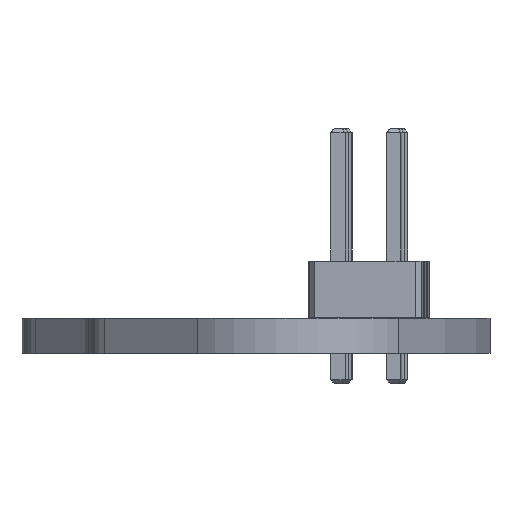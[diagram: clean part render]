
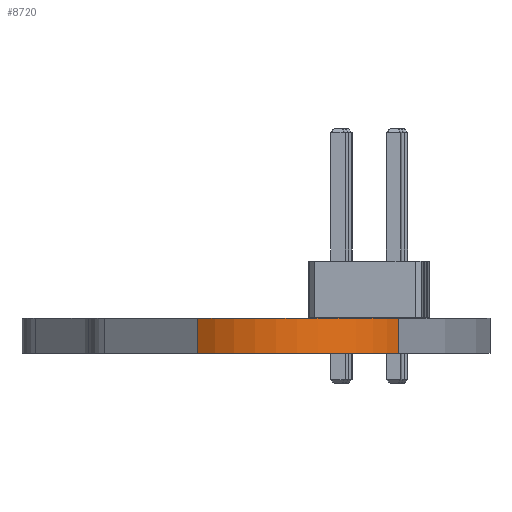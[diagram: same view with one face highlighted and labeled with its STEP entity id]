
A CAD part, front view. The second image highlights one B-rep face of the part: STEP entity #8720.
In plain terms, the highlighted cylindrical face has radius 6 mm (diameter 12 mm), a partial arc.
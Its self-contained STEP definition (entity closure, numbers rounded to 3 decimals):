
#7272 = PLANE('',#7273);
#7273 = AXIS2_PLACEMENT_3D('',#7274,#7275,#7276);
#7274 = CARTESIAN_POINT('',(0.368,0.081,1.6));
#7275 = DIRECTION('',(0.,0.,1.));
#7276 = DIRECTION('',(1.,0.,-0.));
#7326 = PLANE('',#7327);
#7327 = AXIS2_PLACEMENT_3D('',#7328,#7329,#7330);
#7328 = CARTESIAN_POINT('',(0.368,0.081,0.));
#7329 = DIRECTION('',(0.,0.,1.));
#7330 = DIRECTION('',(1.,0.,-0.));
#7359 = CYLINDRICAL_SURFACE('',#7360,36.);
#7360 = AXIS2_PLACEMENT_3D('',#7361,#7362,#7363);
#7361 = CARTESIAN_POINT('',(-25.369,-2.425,0.));
#7362 = DIRECTION('',(-0.,-0.,-1.));
#7363 = DIRECTION('',(1.,0.,-0.));
#7553 = VERTEX_POINT('',#7554);
#7554 = CARTESIAN_POINT('',(-2.668,-21.098,0.));
#7568 = PLANE('',#7569);
#7569 = AXIS2_PLACEMENT_3D('',#7570,#7571,#7572);
#7570 = CARTESIAN_POINT('',(-6.899,-17.618,0.));
#7571 = DIRECTION('',(0.635,0.772,-0.));
#7572 = DIRECTION('',(0.772,-0.635,0.));
#7580 = EDGE_CURVE('',#7553,#7581,#7583,.T.);
#7581 = VERTEX_POINT('',#7582);
#7582 = CARTESIAN_POINT('',(6.446,-19.272,0.));
#7583 = SURFACE_CURVE('',#7584,(#7589,#7596),.PCURVE_S1.);
#7584 = CIRCLE('',#7585,6.);
#7585 = AXIS2_PLACEMENT_3D('',#7586,#7587,#7588);
#7586 = CARTESIAN_POINT('',(1.143,-16.464,0.));
#7587 = DIRECTION('',(0.,0.,1.));
#7588 = DIRECTION('',(1.,0.,-0.));
#7589 = PCURVE('',#7326,#7590);
#7590 = DEFINITIONAL_REPRESENTATION('',(#7591),#7595);
#7591 = CIRCLE('',#7592,6.);
#7592 = AXIS2_PLACEMENT_2D('',#7593,#7594);
#7593 = CARTESIAN_POINT('',(0.776,-16.545));
#7594 = DIRECTION('',(1.,0.));
#7595 = ( GEOMETRIC_REPRESENTATION_CONTEXT(2) 
PARAMETRIC_REPRESENTATION_CONTEXT() REPRESENTATION_CONTEXT('2D SPACE',''
  ) );
#7596 = PCURVE('',#7597,#7602);
#7597 = CYLINDRICAL_SURFACE('',#7598,6.);
#7598 = AXIS2_PLACEMENT_3D('',#7599,#7600,#7601);
#7599 = CARTESIAN_POINT('',(1.143,-16.464,0.));
#7600 = DIRECTION('',(-0.,-0.,-1.));
#7601 = DIRECTION('',(1.,0.,-0.));
#7602 = DEFINITIONAL_REPRESENTATION('',(#7603),#7607);
#7603 = LINE('',#7604,#7605);
#7604 = CARTESIAN_POINT('',(-0.,0.));
#7605 = VECTOR('',#7606,1.);
#7606 = DIRECTION('',(-1.,0.));
#7607 = ( GEOMETRIC_REPRESENTATION_CONTEXT(2) 
PARAMETRIC_REPRESENTATION_CONTEXT() REPRESENTATION_CONTEXT('2D SPACE',''
  ) );
#8182 = VERTEX_POINT('',#8183);
#8183 = CARTESIAN_POINT('',(-2.668,-21.098,1.6));
#8204 = EDGE_CURVE('',#8182,#8205,#8207,.T.);
#8205 = VERTEX_POINT('',#8206);
#8206 = CARTESIAN_POINT('',(6.446,-19.272,1.6));
#8207 = SURFACE_CURVE('',#8208,(#8213,#8220),.PCURVE_S1.);
#8208 = CIRCLE('',#8209,6.);
#8209 = AXIS2_PLACEMENT_3D('',#8210,#8211,#8212);
#8210 = CARTESIAN_POINT('',(1.143,-16.464,1.6));
#8211 = DIRECTION('',(0.,0.,1.));
#8212 = DIRECTION('',(1.,0.,-0.));
#8213 = PCURVE('',#7272,#8214);
#8214 = DEFINITIONAL_REPRESENTATION('',(#8215),#8219);
#8215 = CIRCLE('',#8216,6.);
#8216 = AXIS2_PLACEMENT_2D('',#8217,#8218);
#8217 = CARTESIAN_POINT('',(0.776,-16.545));
#8218 = DIRECTION('',(1.,0.));
#8219 = ( GEOMETRIC_REPRESENTATION_CONTEXT(2) 
PARAMETRIC_REPRESENTATION_CONTEXT() REPRESENTATION_CONTEXT('2D SPACE',''
  ) );
#8220 = PCURVE('',#7597,#8221);
#8221 = DEFINITIONAL_REPRESENTATION('',(#8222),#8226);
#8222 = LINE('',#8223,#8224);
#8223 = CARTESIAN_POINT('',(-0.,-1.6));
#8224 = VECTOR('',#8225,1.);
#8225 = DIRECTION('',(-1.,0.));
#8226 = ( GEOMETRIC_REPRESENTATION_CONTEXT(2) 
PARAMETRIC_REPRESENTATION_CONTEXT() REPRESENTATION_CONTEXT('2D SPACE',''
  ) );
#8670 = EDGE_CURVE('',#7581,#8205,#8671,.T.);
#8671 = SURFACE_CURVE('',#8672,(#8676,#8683),.PCURVE_S1.);
#8672 = LINE('',#8673,#8674);
#8673 = CARTESIAN_POINT('',(6.446,-19.272,0.));
#8674 = VECTOR('',#8675,1.);
#8675 = DIRECTION('',(0.,0.,1.));
#8676 = PCURVE('',#7359,#8677);
#8677 = DEFINITIONAL_REPRESENTATION('',(#8678),#8682);
#8678 = LINE('',#8679,#8680);
#8679 = CARTESIAN_POINT('',(-5.796,0.));
#8680 = VECTOR('',#8681,1.);
#8681 = DIRECTION('',(-0.,-1.));
#8682 = ( GEOMETRIC_REPRESENTATION_CONTEXT(2) 
PARAMETRIC_REPRESENTATION_CONTEXT() REPRESENTATION_CONTEXT('2D SPACE',''
  ) );
#8683 = PCURVE('',#7597,#8684);
#8684 = DEFINITIONAL_REPRESENTATION('',(#8685),#8689);
#8685 = LINE('',#8686,#8687);
#8686 = CARTESIAN_POINT('',(-5.796,0.));
#8687 = VECTOR('',#8688,1.);
#8688 = DIRECTION('',(-0.,-1.));
#8689 = ( GEOMETRIC_REPRESENTATION_CONTEXT(2) 
PARAMETRIC_REPRESENTATION_CONTEXT() REPRESENTATION_CONTEXT('2D SPACE',''
  ) );
#8720 = ADVANCED_FACE('',(#8721),#7597,.T.);
#8721 = FACE_BOUND('',#8722,.F.);
#8722 = EDGE_LOOP('',(#8723,#8744,#8745,#8746));
#8723 = ORIENTED_EDGE('',*,*,#8724,.T.);
#8724 = EDGE_CURVE('',#7553,#8182,#8725,.T.);
#8725 = SURFACE_CURVE('',#8726,(#8730,#8737),.PCURVE_S1.);
#8726 = LINE('',#8727,#8728);
#8727 = CARTESIAN_POINT('',(-2.668,-21.098,0.));
#8728 = VECTOR('',#8729,1.);
#8729 = DIRECTION('',(0.,0.,1.));
#8730 = PCURVE('',#7597,#8731);
#8731 = DEFINITIONAL_REPRESENTATION('',(#8732),#8736);
#8732 = LINE('',#8733,#8734);
#8733 = CARTESIAN_POINT('',(-4.024,0.));
#8734 = VECTOR('',#8735,1.);
#8735 = DIRECTION('',(-0.,-1.));
#8736 = ( GEOMETRIC_REPRESENTATION_CONTEXT(2) 
PARAMETRIC_REPRESENTATION_CONTEXT() REPRESENTATION_CONTEXT('2D SPACE',''
  ) );
#8737 = PCURVE('',#7568,#8738);
#8738 = DEFINITIONAL_REPRESENTATION('',(#8739),#8743);
#8739 = LINE('',#8740,#8741);
#8740 = CARTESIAN_POINT('',(5.477,0.));
#8741 = VECTOR('',#8742,1.);
#8742 = DIRECTION('',(0.,-1.));
#8743 = ( GEOMETRIC_REPRESENTATION_CONTEXT(2) 
PARAMETRIC_REPRESENTATION_CONTEXT() REPRESENTATION_CONTEXT('2D SPACE',''
  ) );
#8744 = ORIENTED_EDGE('',*,*,#8204,.T.);
#8745 = ORIENTED_EDGE('',*,*,#8670,.F.);
#8746 = ORIENTED_EDGE('',*,*,#7580,.F.);
